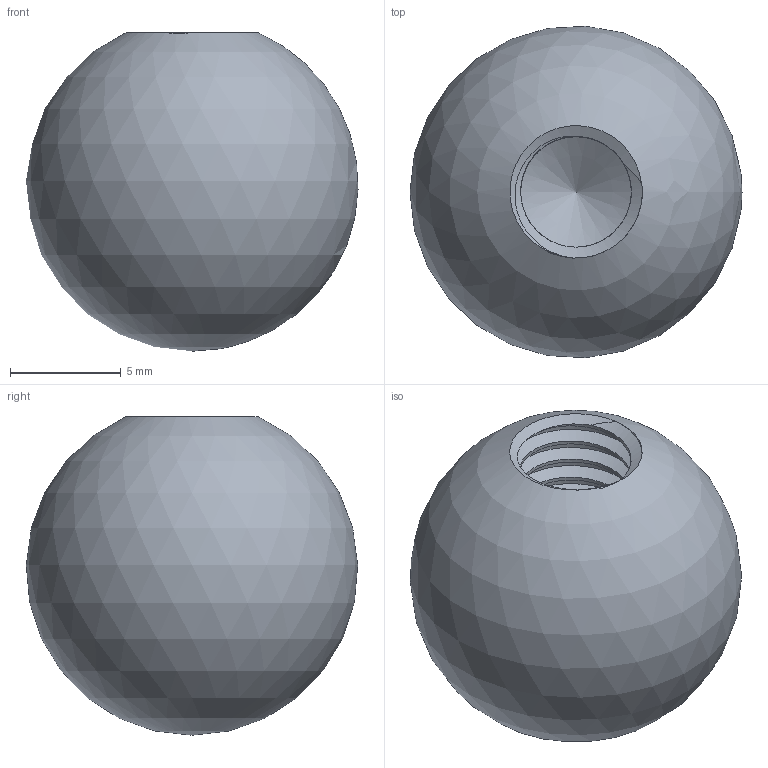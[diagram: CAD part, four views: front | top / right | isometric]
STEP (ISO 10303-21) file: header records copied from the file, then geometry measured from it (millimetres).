
FILE_DESCRIPTION(/* description */ (''),/* implementation_level */ '2;1');
FILE_NAME(/* name */ 'Vollkugel_mit_einseitigem_Sackgewinde_X145.stp',/* time_stamp */ '2017-05-31T10:20:12+02:00',/* author */ (''),/* organization */ (''),/* preprocessor_version */ 'ST-DEVELOPER v16',/* originating_system */ 'SIEMENS PLM Software NX 11.0',/* authorisation */ '');
FILE_SCHEMA (('AUTOMOTIVE_DESIGN { 1 0 10303 214 3 1 1 1 }'));
Length unit declared in the file: millimetre
Products named in the file (1): Goge2404B7CEt5sj
Bounding box: 14.99 x 14.97 x 14.38 mm (x, y, z)
Volume: 1513.1 mm3; surface area: 954.7 mm2
Topology: 1 solids, 1 shells, 15 faces, 45 edges, 30 vertices
Faces by surface type: cylinder 9, cone 2, bspline 2, sphere 1, plane 1
Full cylindrical faces by diameter (mm): 5 x7
Entity records: 2440 total; most frequent: CARTESIAN_POINT 2255, ORIENTED_EDGE 32, DIRECTION 24, EDGE_CURVE 16, VERTEX_POINT 12, AXIS2_PLACEMENT_3D 11, B_SPLINE_CURVE_WITH_KNOTS 10, EDGE_LOOP 9
